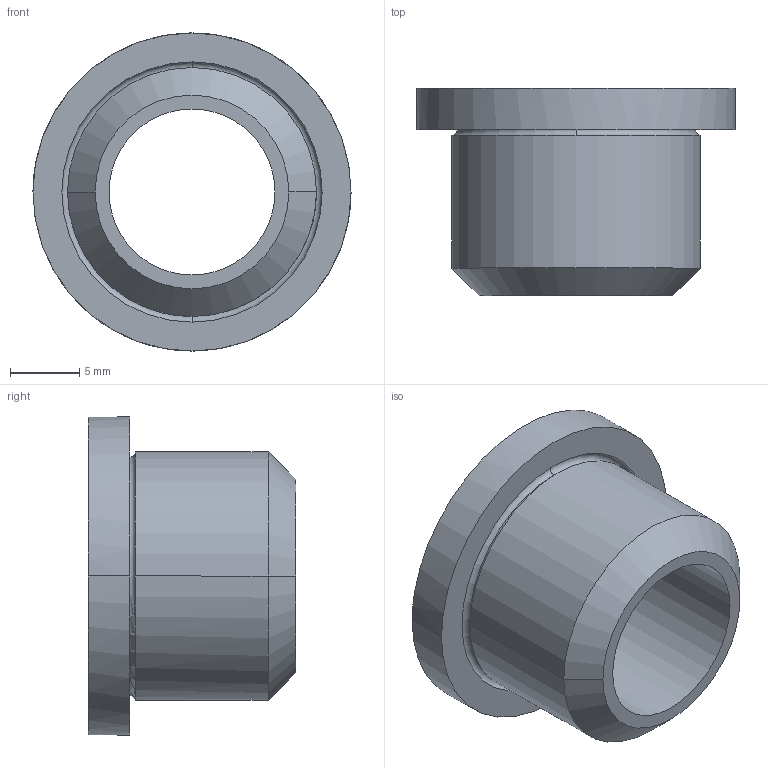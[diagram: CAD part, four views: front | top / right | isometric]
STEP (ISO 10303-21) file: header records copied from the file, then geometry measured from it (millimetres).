
FILE_DESCRIPTION(('CATIA V5 STEP Exchange'),'2;1');
FILE_NAME('Bucsa de ghidare 1.stp','2023-03-25T12:04:18+00:00',('none'),('none'),'CATIA Version 5 Release 21 GA (IN-10)','CATIA V5 STEP AP203','none');
FILE_SCHEMA(('CONFIG_CONTROL_DESIGN'));
Length unit declared in the file: millimetre
Products named in the file (1): Bucsa de ghidare 1
Bounding box: 23 x 15 x 23 mm (x, y, z)
Volume: 2456.7 mm3; surface area: 2034.7 mm2
Topology: 1 solids, 1 shells, 17 faces, 38 edges, 24 vertices
Faces by surface type: cylinder 6, cone 4, torus 4, plane 3
Entity records: 558 total; most frequent: CARTESIAN_POINT 137, ORIENTED_EDGE 76, DIRECTION 70, AXIS2_PLACEMENT_3D 43, EDGE_CURVE 38, CIRCLE 24, VERTEX_POINT 24, EDGE_LOOP 20
